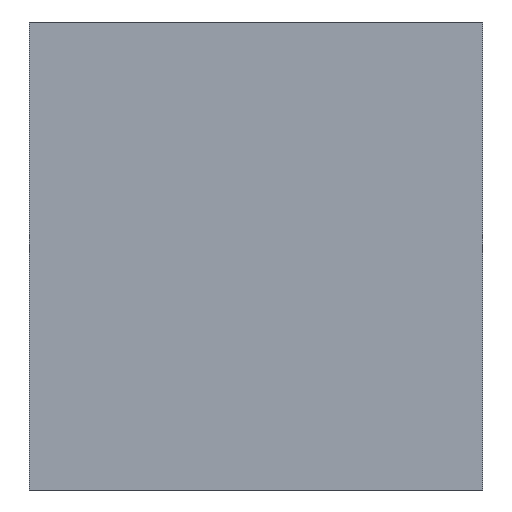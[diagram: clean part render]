
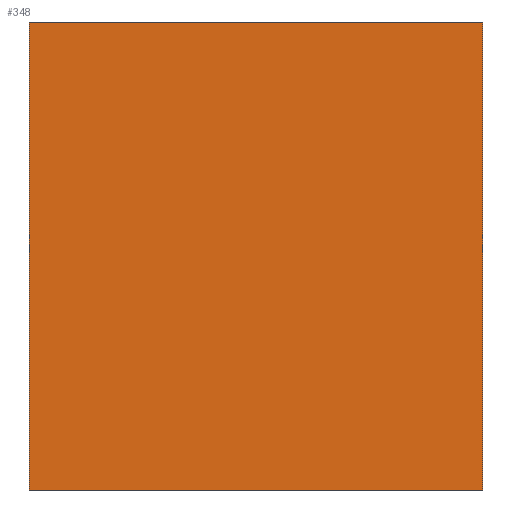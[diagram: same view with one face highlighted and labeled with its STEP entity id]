
A CAD part, left-side view. The second image highlights one B-rep face of the part: STEP entity #348.
In plain terms, the highlighted planar face has unit normal (-1, 0, 0).
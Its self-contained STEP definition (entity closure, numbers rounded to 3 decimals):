
#25=FACE_OUTER_BOUND('',#43,.T.);
#43=EDGE_LOOP('',(#274,#275,#276,#277));
#64=LINE('',#512,#110);
#85=LINE('',#555,#131);
#86=LINE('',#558,#132);
#87=LINE('',#559,#133);
#110=VECTOR('',#414,10.);
#131=VECTOR('',#453,10.);
#132=VECTOR('',#456,10.);
#133=VECTOR('',#457,10.);
#156=VERTEX_POINT('',#509);
#157=VERTEX_POINT('',#511);
#170=VERTEX_POINT('',#553);
#171=VERTEX_POINT('',#557);
#188=EDGE_CURVE('',#157,#156,#64,.T.);
#210=EDGE_CURVE('',#170,#156,#85,.T.);
#211=EDGE_CURVE('',#170,#171,#86,.T.);
#212=EDGE_CURVE('',#171,#157,#87,.T.);
#274=ORIENTED_EDGE('',*,*,#211,.T.);
#275=ORIENTED_EDGE('',*,*,#212,.T.);
#276=ORIENTED_EDGE('',*,*,#188,.T.);
#277=ORIENTED_EDGE('',*,*,#210,.F.);
#331=PLANE('',#390);
#348=ADVANCED_FACE('',(#25),#331,.T.);
#390=AXIS2_PLACEMENT_3D('',#556,#454,#455);
#414=DIRECTION('',(0.,-1.,0.));
#453=DIRECTION('',(0.,0.,-1.));
#454=DIRECTION('center_axis',(-1.,0.,0.));
#455=DIRECTION('ref_axis',(0.,0.,1.));
#456=DIRECTION('',(0.,1.,0.));
#457=DIRECTION('',(0.,0.,-1.));
#509=CARTESIAN_POINT('',(-14.,-7.75,-8.));
#511=CARTESIAN_POINT('',(-14.,7.75,-8.));
#512=CARTESIAN_POINT('',(-14.,-7.75,-8.));
#553=CARTESIAN_POINT('',(-14.,-7.75,8.));
#555=CARTESIAN_POINT('',(-14.,-7.75,0.));
#556=CARTESIAN_POINT('Origin',(-14.,-7.75,0.));
#557=CARTESIAN_POINT('',(-14.,7.75,8.));
#558=CARTESIAN_POINT('',(-14.,-7.75,8.));
#559=CARTESIAN_POINT('',(-14.,7.75,0.));
